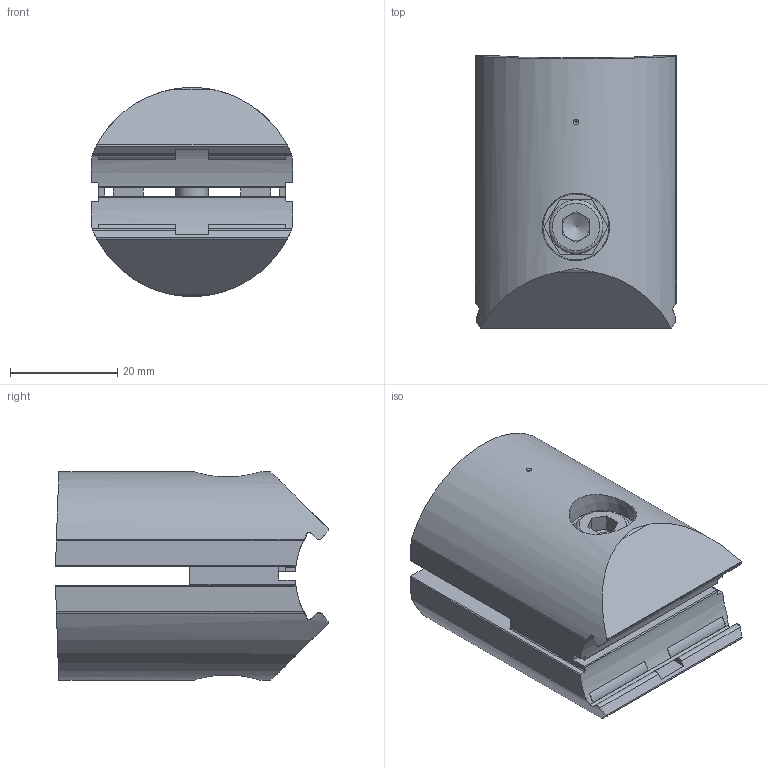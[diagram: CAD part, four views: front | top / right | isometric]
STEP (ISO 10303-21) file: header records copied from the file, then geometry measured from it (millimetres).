
FILE_DESCRIPTION(('FreeCAD Model'),'2;1');
FILE_NAME('Open CASCADE Shape Model','2024-03-20T10:40:02',(''),(''), 'Open CASCADE STEP processor 7.6','FreeCAD','Unknown');
FILE_SCHEMA(('AUTOMOTIVE_DESIGN { 1 0 10303 214 1 1 1 1 }'));
Length unit declared in the file: millimetre
Products named in the file (5): STI8-F90UD30; 099RV3090LS01-1; 099RV3090LS01-2; 099RV3090LS01-3; 099RV3090LS01-4
Assembly tree (4 placements, depth 2):
  STI8-F90UD30
    099RV3090LS01-1
    099RV3090LS01-2
    099RV3090LS01-3
    099RV3090LS01-4
Bounding box: 37.62 x 50.83 x 38.9 mm (x, y, z)
Volume: 34006.3 mm3; surface area: 15314.3 mm2
Topology: 4 solids, 4 shells, 333 faces, 881 edges, 575 vertices
Faces by surface type: plane 201, cylinder 105, cone 21, torus 4, sphere 2
Full cylindrical faces by diameter (mm): 5 x1, 6 x3, 10 x1
Entity records: 26083 total; most frequent: CARTESIAN_POINT 7419, DIRECTION 3285, LINE 1805, VECTOR 1805, ORIENTED_EDGE 1756, PCURVE 1756, DEFINITIONAL_REPRESENTATION 1756, EDGE_CURVE 878
